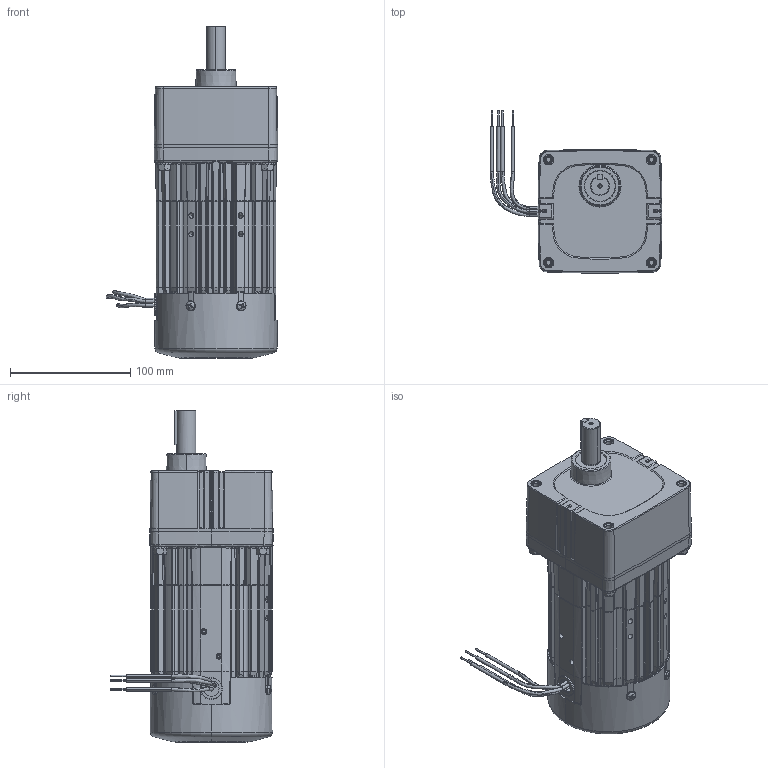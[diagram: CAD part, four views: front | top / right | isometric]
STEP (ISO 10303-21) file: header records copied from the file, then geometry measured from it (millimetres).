
FILE_DESCRIPTION (( 'STEP AP203' ), '1' );
FILE_NAME ('INFM0196.STEP', '2018-03-09T04:52:56', ( '' ), ( '' ), 'SwSTEP 2.0', 'SolidWorks 2017', '' );
FILE_SCHEMA (( 'CONFIG_CONTROL_DESIGN' ));
Length unit declared in the file: inch
Products named in the file (12): 342AZ003_342AZ003; 339AZ001_339AZ001; 54606510_54606510; 115AZ002_115AZ002; 54101015_54101015; 328AZ005_328AZ005; 54100003_54100003; 526AZ002_526AZ002; INFM0196; 54100086_54100086; 57323237_57323237; 491AZ003_491AZ003
Assembly tree (18 placements, depth 2):
  INFM0196
    115AZ002_115AZ002
    328AZ005_328AZ005
    526AZ002_526AZ002
    54100086_54100086  x2
    57323237_57323237
    491AZ003_491AZ003
    342AZ003_342AZ003
    339AZ001_339AZ001
    54606510_54606510
    54101015_54101015  x4
    54100003_54100003  x4
Bounding box: 143.09 x 135.29 x 276.65 mm (x, y, z)
Volume: 1104740.6 mm3; surface area: 245558.9 mm2
Topology: 21 solids, 21 shells, 2458 faces, 6116 edges, 3691 vertices
Faces by surface type: bspline 704, plane 643, cylinder 561, cone 282, torus 230, sphere 38
Entity records: 91027 total; most frequent: CARTESIAN_POINT 43929, ORIENTED_EDGE 10414, DIRECTION 8638, EDGE_CURVE 5207, AXIS2_PLACEMENT_3D 3652, VERTEX_POINT 3164, EDGE_LOOP 2209, CIRCLE 2191
